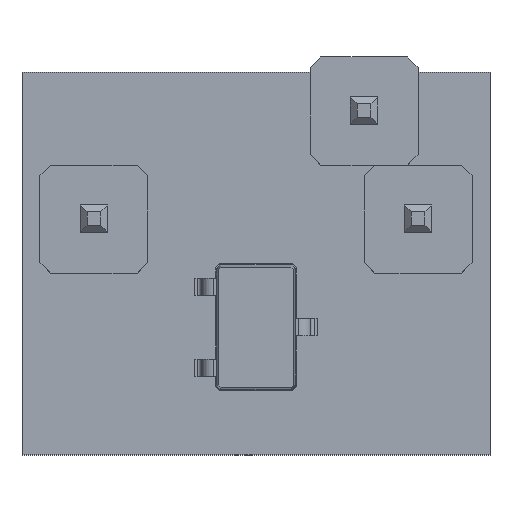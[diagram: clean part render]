
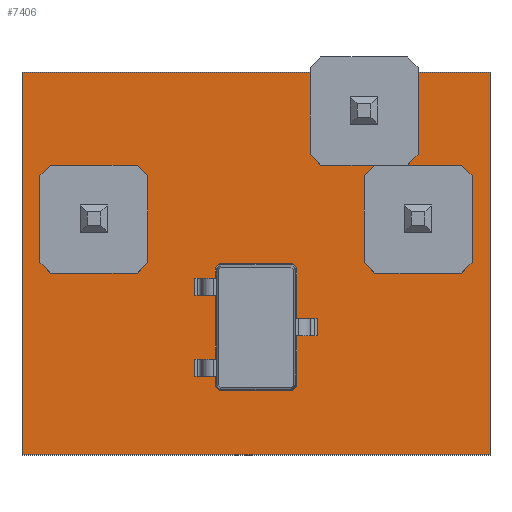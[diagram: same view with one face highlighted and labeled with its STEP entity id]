
A CAD part, top view. The second image highlights one B-rep face of the part: STEP entity #7406.
In plain terms, the highlighted planar face has unit normal (0, 0, 1).
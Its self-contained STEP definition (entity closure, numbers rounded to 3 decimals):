
#7014 = VERTEX_POINT('',#7015);
#7015 = CARTESIAN_POINT('',(-5.5,4.5,1.6));
#7022 = PLANE('',#7023);
#7023 = AXIS2_PLACEMENT_3D('',#7024,#7025,#7026);
#7024 = CARTESIAN_POINT('',(-5.5,4.5,0.));
#7025 = DIRECTION('',(0.,1.,0.));
#7026 = DIRECTION('',(1.,0.,0.));
#7034 = PLANE('',#7035);
#7035 = AXIS2_PLACEMENT_3D('',#7036,#7037,#7038);
#7036 = CARTESIAN_POINT('',(-5.5,-4.5,0.));
#7037 = DIRECTION('',(-1.,0.,0.));
#7038 = DIRECTION('',(0.,1.,0.));
#7046 = EDGE_CURVE('',#7014,#7047,#7049,.T.);
#7047 = VERTEX_POINT('',#7048);
#7048 = CARTESIAN_POINT('',(5.5,4.5,1.6));
#7049 = SURFACE_CURVE('',#7050,(#7054,#7061),.PCURVE_S1.);
#7050 = LINE('',#7051,#7052);
#7051 = CARTESIAN_POINT('',(-5.5,4.5,1.6));
#7052 = VECTOR('',#7053,1.);
#7053 = DIRECTION('',(1.,0.,0.));
#7054 = PCURVE('',#7022,#7055);
#7055 = DEFINITIONAL_REPRESENTATION('',(#7056),#7060);
#7056 = LINE('',#7057,#7058);
#7057 = CARTESIAN_POINT('',(0.,-1.6));
#7058 = VECTOR('',#7059,1.);
#7059 = DIRECTION('',(1.,0.));
#7060 = ( GEOMETRIC_REPRESENTATION_CONTEXT(2) 
PARAMETRIC_REPRESENTATION_CONTEXT() REPRESENTATION_CONTEXT('2D SPACE',''
  ) );
#7061 = PCURVE('',#7062,#7067);
#7062 = PLANE('',#7063);
#7063 = AXIS2_PLACEMENT_3D('',#7064,#7065,#7066);
#7064 = CARTESIAN_POINT('',(0.,0.,1.6));
#7065 = DIRECTION('',(0.,0.,-1.));
#7066 = DIRECTION('',(-1.,0.,0.));
#7067 = DEFINITIONAL_REPRESENTATION('',(#7068),#7072);
#7068 = LINE('',#7069,#7070);
#7069 = CARTESIAN_POINT('',(5.5,4.5));
#7070 = VECTOR('',#7071,1.);
#7071 = DIRECTION('',(-1.,0.));
#7072 = ( GEOMETRIC_REPRESENTATION_CONTEXT(2) 
PARAMETRIC_REPRESENTATION_CONTEXT() REPRESENTATION_CONTEXT('2D SPACE',''
  ) );
#7090 = PLANE('',#7091);
#7091 = AXIS2_PLACEMENT_3D('',#7092,#7093,#7094);
#7092 = CARTESIAN_POINT('',(5.5,4.5,0.));
#7093 = DIRECTION('',(1.,0.,0.));
#7094 = DIRECTION('',(0.,-1.,0.));
#7134 = VERTEX_POINT('',#7135);
#7135 = CARTESIAN_POINT('',(-5.5,-4.5,1.6));
#7149 = PLANE('',#7150);
#7150 = AXIS2_PLACEMENT_3D('',#7151,#7152,#7153);
#7151 = CARTESIAN_POINT('',(5.5,-4.5,0.));
#7152 = DIRECTION('',(0.,-1.,0.));
#7153 = DIRECTION('',(-1.,0.,0.));
#7161 = EDGE_CURVE('',#7134,#7014,#7162,.T.);
#7162 = SURFACE_CURVE('',#7163,(#7167,#7174),.PCURVE_S1.);
#7163 = LINE('',#7164,#7165);
#7164 = CARTESIAN_POINT('',(-5.5,-4.5,1.6));
#7165 = VECTOR('',#7166,1.);
#7166 = DIRECTION('',(0.,1.,0.));
#7167 = PCURVE('',#7034,#7168);
#7168 = DEFINITIONAL_REPRESENTATION('',(#7169),#7173);
#7169 = LINE('',#7170,#7171);
#7170 = CARTESIAN_POINT('',(0.,-1.6));
#7171 = VECTOR('',#7172,1.);
#7172 = DIRECTION('',(1.,0.));
#7173 = ( GEOMETRIC_REPRESENTATION_CONTEXT(2) 
PARAMETRIC_REPRESENTATION_CONTEXT() REPRESENTATION_CONTEXT('2D SPACE',''
  ) );
#7174 = PCURVE('',#7062,#7175);
#7175 = DEFINITIONAL_REPRESENTATION('',(#7176),#7180);
#7176 = LINE('',#7177,#7178);
#7177 = CARTESIAN_POINT('',(5.5,-4.5));
#7178 = VECTOR('',#7179,1.);
#7179 = DIRECTION('',(0.,1.));
#7180 = ( GEOMETRIC_REPRESENTATION_CONTEXT(2) 
PARAMETRIC_REPRESENTATION_CONTEXT() REPRESENTATION_CONTEXT('2D SPACE',''
  ) );
#7208 = EDGE_CURVE('',#7047,#7209,#7211,.T.);
#7209 = VERTEX_POINT('',#7210);
#7210 = CARTESIAN_POINT('',(5.5,-4.5,1.6));
#7211 = SURFACE_CURVE('',#7212,(#7216,#7223),.PCURVE_S1.);
#7212 = LINE('',#7213,#7214);
#7213 = CARTESIAN_POINT('',(5.5,4.5,1.6));
#7214 = VECTOR('',#7215,1.);
#7215 = DIRECTION('',(0.,-1.,0.));
#7216 = PCURVE('',#7090,#7217);
#7217 = DEFINITIONAL_REPRESENTATION('',(#7218),#7222);
#7218 = LINE('',#7219,#7220);
#7219 = CARTESIAN_POINT('',(0.,-1.6));
#7220 = VECTOR('',#7221,1.);
#7221 = DIRECTION('',(1.,0.));
#7222 = ( GEOMETRIC_REPRESENTATION_CONTEXT(2) 
PARAMETRIC_REPRESENTATION_CONTEXT() REPRESENTATION_CONTEXT('2D SPACE',''
  ) );
#7223 = PCURVE('',#7062,#7224);
#7224 = DEFINITIONAL_REPRESENTATION('',(#7225),#7229);
#7225 = LINE('',#7226,#7227);
#7226 = CARTESIAN_POINT('',(-5.5,4.5));
#7227 = VECTOR('',#7228,1.);
#7228 = DIRECTION('',(0.,-1.));
#7229 = ( GEOMETRIC_REPRESENTATION_CONTEXT(2) 
PARAMETRIC_REPRESENTATION_CONTEXT() REPRESENTATION_CONTEXT('2D SPACE',''
  ) );
#7325 = CYLINDRICAL_SURFACE('',#7326,0.5);
#7326 = AXIS2_PLACEMENT_3D('',#7327,#7328,#7329);
#7327 = CARTESIAN_POINT('',(3.81,1.04,-0.8));
#7328 = DIRECTION('',(0.,0.,1.));
#7329 = DIRECTION('',(1.,0.,0.));
#7360 = CYLINDRICAL_SURFACE('',#7361,0.5);
#7361 = AXIS2_PLACEMENT_3D('',#7362,#7363,#7364);
#7362 = CARTESIAN_POINT('',(2.54,3.58,-0.8));
#7363 = DIRECTION('',(0.,0.,1.));
#7364 = DIRECTION('',(1.,0.,0.));
#7395 = CYLINDRICAL_SURFACE('',#7396,0.5);
#7396 = AXIS2_PLACEMENT_3D('',#7397,#7398,#7399);
#7397 = CARTESIAN_POINT('',(-3.81,1.04,-0.8));
#7398 = DIRECTION('',(0.,0.,1.));
#7399 = DIRECTION('',(1.,0.,0.));
#7406 = ADVANCED_FACE('',(#7407,#7433,#7463,#7493),#7062,.F.);
#7407 = FACE_BOUND('',#7408,.F.);
#7408 = EDGE_LOOP('',(#7409,#7410,#7411,#7432));
#7409 = ORIENTED_EDGE('',*,*,#7046,.T.);
#7410 = ORIENTED_EDGE('',*,*,#7208,.T.);
#7411 = ORIENTED_EDGE('',*,*,#7412,.T.);
#7412 = EDGE_CURVE('',#7209,#7134,#7413,.T.);
#7413 = SURFACE_CURVE('',#7414,(#7418,#7425),.PCURVE_S1.);
#7414 = LINE('',#7415,#7416);
#7415 = CARTESIAN_POINT('',(5.5,-4.5,1.6));
#7416 = VECTOR('',#7417,1.);
#7417 = DIRECTION('',(-1.,0.,0.));
#7418 = PCURVE('',#7062,#7419);
#7419 = DEFINITIONAL_REPRESENTATION('',(#7420),#7424);
#7420 = LINE('',#7421,#7422);
#7421 = CARTESIAN_POINT('',(-5.5,-4.5));
#7422 = VECTOR('',#7423,1.);
#7423 = DIRECTION('',(1.,0.));
#7424 = ( GEOMETRIC_REPRESENTATION_CONTEXT(2) 
PARAMETRIC_REPRESENTATION_CONTEXT() REPRESENTATION_CONTEXT('2D SPACE',''
  ) );
#7425 = PCURVE('',#7149,#7426);
#7426 = DEFINITIONAL_REPRESENTATION('',(#7427),#7431);
#7427 = LINE('',#7428,#7429);
#7428 = CARTESIAN_POINT('',(0.,-1.6));
#7429 = VECTOR('',#7430,1.);
#7430 = DIRECTION('',(1.,0.));
#7431 = ( GEOMETRIC_REPRESENTATION_CONTEXT(2) 
PARAMETRIC_REPRESENTATION_CONTEXT() REPRESENTATION_CONTEXT('2D SPACE',''
  ) );
#7432 = ORIENTED_EDGE('',*,*,#7161,.T.);
#7433 = FACE_BOUND('',#7434,.F.);
#7434 = EDGE_LOOP('',(#7435));
#7435 = ORIENTED_EDGE('',*,*,#7436,.T.);
#7436 = EDGE_CURVE('',#7437,#7437,#7439,.T.);
#7437 = VERTEX_POINT('',#7438);
#7438 = CARTESIAN_POINT('',(-3.31,1.04,1.6));
#7439 = SURFACE_CURVE('',#7440,(#7445,#7456),.PCURVE_S1.);
#7440 = CIRCLE('',#7441,0.5);
#7441 = AXIS2_PLACEMENT_3D('',#7442,#7443,#7444);
#7442 = CARTESIAN_POINT('',(-3.81,1.04,1.6));
#7443 = DIRECTION('',(0.,0.,1.));
#7444 = DIRECTION('',(1.,0.,0.));
#7445 = PCURVE('',#7062,#7446);
#7446 = DEFINITIONAL_REPRESENTATION('',(#7447),#7455);
#7447 = ( BOUNDED_CURVE() B_SPLINE_CURVE(2,(#7448,#7449,#7450,#7451,
#7452,#7453,#7454),.UNSPECIFIED.,.T.,.F.) B_SPLINE_CURVE_WITH_KNOTS((1,2
    ,2,2,2,1),(-2.094,0.,2.094,4.189,
6.283,8.378),.UNSPECIFIED.) CURVE() 
GEOMETRIC_REPRESENTATION_ITEM() RATIONAL_B_SPLINE_CURVE((1.,0.5,1.,0.5,
1.,0.5,1.)) REPRESENTATION_ITEM('') );
#7448 = CARTESIAN_POINT('',(3.31,1.04));
#7449 = CARTESIAN_POINT('',(3.31,1.906));
#7450 = CARTESIAN_POINT('',(4.06,1.473));
#7451 = CARTESIAN_POINT('',(4.81,1.04));
#7452 = CARTESIAN_POINT('',(4.06,0.607));
#7453 = CARTESIAN_POINT('',(3.31,0.174));
#7454 = CARTESIAN_POINT('',(3.31,1.04));
#7455 = ( GEOMETRIC_REPRESENTATION_CONTEXT(2) 
PARAMETRIC_REPRESENTATION_CONTEXT() REPRESENTATION_CONTEXT('2D SPACE',''
  ) );
#7456 = PCURVE('',#7395,#7457);
#7457 = DEFINITIONAL_REPRESENTATION('',(#7458),#7462);
#7458 = LINE('',#7459,#7460);
#7459 = CARTESIAN_POINT('',(0.,2.4));
#7460 = VECTOR('',#7461,1.);
#7461 = DIRECTION('',(1.,0.));
#7462 = ( GEOMETRIC_REPRESENTATION_CONTEXT(2) 
PARAMETRIC_REPRESENTATION_CONTEXT() REPRESENTATION_CONTEXT('2D SPACE',''
  ) );
#7463 = FACE_BOUND('',#7464,.F.);
#7464 = EDGE_LOOP('',(#7465));
#7465 = ORIENTED_EDGE('',*,*,#7466,.T.);
#7466 = EDGE_CURVE('',#7467,#7467,#7469,.T.);
#7467 = VERTEX_POINT('',#7468);
#7468 = CARTESIAN_POINT('',(4.31,1.04,1.6));
#7469 = SURFACE_CURVE('',#7470,(#7475,#7486),.PCURVE_S1.);
#7470 = CIRCLE('',#7471,0.5);
#7471 = AXIS2_PLACEMENT_3D('',#7472,#7473,#7474);
#7472 = CARTESIAN_POINT('',(3.81,1.04,1.6));
#7473 = DIRECTION('',(0.,0.,1.));
#7474 = DIRECTION('',(1.,0.,0.));
#7475 = PCURVE('',#7062,#7476);
#7476 = DEFINITIONAL_REPRESENTATION('',(#7477),#7485);
#7477 = ( BOUNDED_CURVE() B_SPLINE_CURVE(2,(#7478,#7479,#7480,#7481,
#7482,#7483,#7484),.UNSPECIFIED.,.T.,.F.) B_SPLINE_CURVE_WITH_KNOTS((1,2
    ,2,2,2,1),(-2.094,0.,2.094,4.189,
6.283,8.378),.UNSPECIFIED.) CURVE() 
GEOMETRIC_REPRESENTATION_ITEM() RATIONAL_B_SPLINE_CURVE((1.,0.5,1.,0.5,
1.,0.5,1.)) REPRESENTATION_ITEM('') );
#7478 = CARTESIAN_POINT('',(-4.31,1.04));
#7479 = CARTESIAN_POINT('',(-4.31,1.906));
#7480 = CARTESIAN_POINT('',(-3.56,1.473));
#7481 = CARTESIAN_POINT('',(-2.81,1.04));
#7482 = CARTESIAN_POINT('',(-3.56,0.607));
#7483 = CARTESIAN_POINT('',(-4.31,0.174));
#7484 = CARTESIAN_POINT('',(-4.31,1.04));
#7485 = ( GEOMETRIC_REPRESENTATION_CONTEXT(2) 
PARAMETRIC_REPRESENTATION_CONTEXT() REPRESENTATION_CONTEXT('2D SPACE',''
  ) );
#7486 = PCURVE('',#7325,#7487);
#7487 = DEFINITIONAL_REPRESENTATION('',(#7488),#7492);
#7488 = LINE('',#7489,#7490);
#7489 = CARTESIAN_POINT('',(0.,2.4));
#7490 = VECTOR('',#7491,1.);
#7491 = DIRECTION('',(1.,0.));
#7492 = ( GEOMETRIC_REPRESENTATION_CONTEXT(2) 
PARAMETRIC_REPRESENTATION_CONTEXT() REPRESENTATION_CONTEXT('2D SPACE',''
  ) );
#7493 = FACE_BOUND('',#7494,.F.);
#7494 = EDGE_LOOP('',(#7495));
#7495 = ORIENTED_EDGE('',*,*,#7496,.T.);
#7496 = EDGE_CURVE('',#7497,#7497,#7499,.T.);
#7497 = VERTEX_POINT('',#7498);
#7498 = CARTESIAN_POINT('',(3.04,3.58,1.6));
#7499 = SURFACE_CURVE('',#7500,(#7505,#7516),.PCURVE_S1.);
#7500 = CIRCLE('',#7501,0.5);
#7501 = AXIS2_PLACEMENT_3D('',#7502,#7503,#7504);
#7502 = CARTESIAN_POINT('',(2.54,3.58,1.6));
#7503 = DIRECTION('',(0.,0.,1.));
#7504 = DIRECTION('',(1.,0.,0.));
#7505 = PCURVE('',#7062,#7506);
#7506 = DEFINITIONAL_REPRESENTATION('',(#7507),#7515);
#7507 = ( BOUNDED_CURVE() B_SPLINE_CURVE(2,(#7508,#7509,#7510,#7511,
#7512,#7513,#7514),.UNSPECIFIED.,.T.,.F.) B_SPLINE_CURVE_WITH_KNOTS((1,2
    ,2,2,2,1),(-2.094,0.,2.094,4.189,
6.283,8.378),.UNSPECIFIED.) CURVE() 
GEOMETRIC_REPRESENTATION_ITEM() RATIONAL_B_SPLINE_CURVE((1.,0.5,1.,0.5,
1.,0.5,1.)) REPRESENTATION_ITEM('') );
#7508 = CARTESIAN_POINT('',(-3.04,3.58));
#7509 = CARTESIAN_POINT('',(-3.04,4.446));
#7510 = CARTESIAN_POINT('',(-2.29,4.013));
#7511 = CARTESIAN_POINT('',(-1.54,3.58));
#7512 = CARTESIAN_POINT('',(-2.29,3.147));
#7513 = CARTESIAN_POINT('',(-3.04,2.714));
#7514 = CARTESIAN_POINT('',(-3.04,3.58));
#7515 = ( GEOMETRIC_REPRESENTATION_CONTEXT(2) 
PARAMETRIC_REPRESENTATION_CONTEXT() REPRESENTATION_CONTEXT('2D SPACE',''
  ) );
#7516 = PCURVE('',#7360,#7517);
#7517 = DEFINITIONAL_REPRESENTATION('',(#7518),#7522);
#7518 = LINE('',#7519,#7520);
#7519 = CARTESIAN_POINT('',(0.,2.4));
#7520 = VECTOR('',#7521,1.);
#7521 = DIRECTION('',(1.,0.));
#7522 = ( GEOMETRIC_REPRESENTATION_CONTEXT(2) 
PARAMETRIC_REPRESENTATION_CONTEXT() REPRESENTATION_CONTEXT('2D SPACE',''
  ) );
